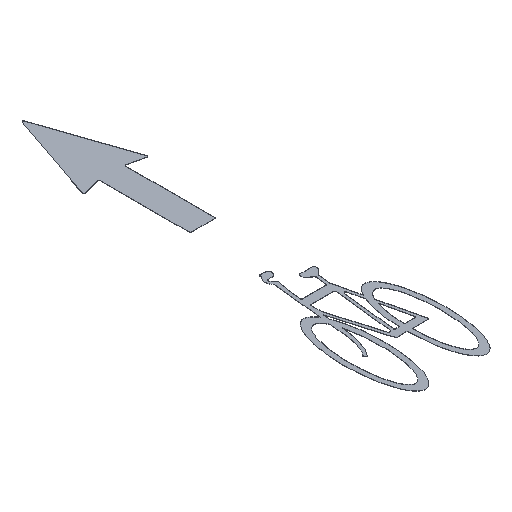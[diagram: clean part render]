
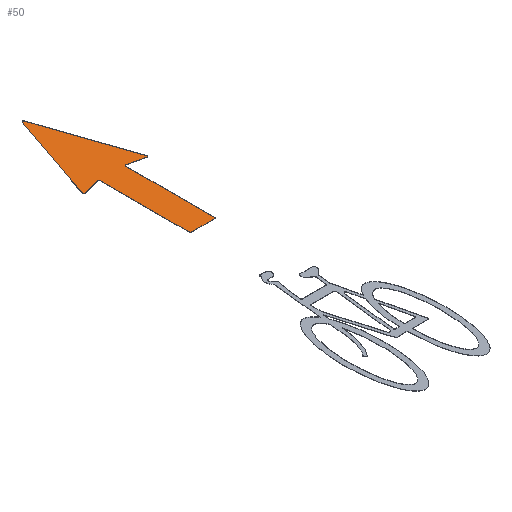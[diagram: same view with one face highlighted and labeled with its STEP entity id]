
A CAD part, isometric view. The second image highlights one B-rep face of the part: STEP entity #50.
In plain terms, the highlighted planar face has unit normal (0, 0, 1).
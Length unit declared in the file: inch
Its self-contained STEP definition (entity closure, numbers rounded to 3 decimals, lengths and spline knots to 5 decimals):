
#50=ADVANCED_FACE('',(#131),#1470,.T.);
#131=FACE_OUTER_BOUND('',#212,.T.);
#212=EDGE_LOOP('',(#358,#359,#360,#361,#362,#363,#364,#365,#366,#367,#368,
#369,#370,#371));
#358=ORIENTED_EDGE('',*,*,#752,.T.);
#359=ORIENTED_EDGE('',*,*,#756,.T.);
#360=ORIENTED_EDGE('',*,*,#759,.T.);
#361=ORIENTED_EDGE('',*,*,#762,.T.);
#362=ORIENTED_EDGE('',*,*,#765,.T.);
#363=ORIENTED_EDGE('',*,*,#768,.T.);
#364=ORIENTED_EDGE('',*,*,#771,.T.);
#365=ORIENTED_EDGE('',*,*,#774,.T.);
#366=ORIENTED_EDGE('',*,*,#777,.T.);
#367=ORIENTED_EDGE('',*,*,#780,.T.);
#368=ORIENTED_EDGE('',*,*,#783,.T.);
#369=ORIENTED_EDGE('',*,*,#786,.T.);
#370=ORIENTED_EDGE('',*,*,#789,.T.);
#371=ORIENTED_EDGE('',*,*,#791,.T.);
#752=EDGE_CURVE('',#1279,#1278,#1172,.T.);
#756=EDGE_CURVE('',#1278,#1281,#1043,.T.);
#759=EDGE_CURVE('',#1281,#1283,#1176,.T.);
#762=EDGE_CURVE('',#1283,#1285,#1045,.T.);
#765=EDGE_CURVE('',#1285,#1287,#1179,.T.);
#768=EDGE_CURVE('',#1287,#1289,#1047,.T.);
#771=EDGE_CURVE('',#1289,#1291,#1182,.T.);
#774=EDGE_CURVE('',#1291,#1293,#1049,.T.);
#777=EDGE_CURVE('',#1293,#1295,#1185,.T.);
#780=EDGE_CURVE('',#1295,#1297,#1051,.T.);
#783=EDGE_CURVE('',#1297,#1299,#1188,.T.);
#786=EDGE_CURVE('',#1299,#1301,#1053,.T.);
#789=EDGE_CURVE('',#1301,#1303,#1191,.T.);
#791=EDGE_CURVE('',#1303,#1279,#1055,.T.);
#1043=TRIMMED_CURVE($,#1107,(#1995),(#1996),.T.,.CARTESIAN.);
#1045=TRIMMED_CURVE($,#1109,(#2009),(#2010),.T.,.CARTESIAN.);
#1047=TRIMMED_CURVE($,#1111,(#2023),(#2024),.T.,.CARTESIAN.);
#1049=TRIMMED_CURVE($,#1113,(#2037),(#2038),.T.,.CARTESIAN.);
#1051=TRIMMED_CURVE($,#1115,(#2051),(#2052),.T.,.CARTESIAN.);
#1053=TRIMMED_CURVE($,#1117,(#2065),(#2066),.T.,.CARTESIAN.);
#1055=TRIMMED_CURVE($,#1119,(#2077),(#2078),.T.,.CARTESIAN.);
#1107=CIRCLE('',#1610,0.01);
#1109=CIRCLE('',#1612,0.01);
#1111=CIRCLE('',#1614,0.01);
#1113=CIRCLE('',#1616,0.01);
#1115=CIRCLE('',#1618,0.01);
#1117=CIRCLE('',#1620,0.01);
#1119=CIRCLE('',#1622,0.01);
#1172=B_SPLINE_CURVE_WITH_KNOTS('',1,(#1984,#1985,#1986),.UNSPECIFIED.,
 .F.,.F.,(2,1,2),(14.14958,14.24374,14.3379),
 .UNSPECIFIED.);
#1176=B_SPLINE_CURVE_WITH_KNOTS('',1,(#2001,#2002),.UNSPECIFIED.,.F.,.F.,
(2,2),(14.35361,15.08077),.UNSPECIFIED.);
#1179=B_SPLINE_CURVE_WITH_KNOTS('',1,(#2015,#2016),.UNSPECIFIED.,.F.,.F.,
(2,2),(15.09893,15.22305),.UNSPECIFIED.);
#1182=B_SPLINE_CURVE_WITH_KNOTS('',1,(#2029,#2030),.UNSPECIFIED.,.F.,.F.,
(2,2),(15.24451,15.99005),.UNSPECIFIED.);
#1185=B_SPLINE_CURVE_WITH_KNOTS('',1,(#2043,#2044),.UNSPECIFIED.,.F.,.F.,
(2,2),(16.01487,16.76042),.UNSPECIFIED.);
#1188=B_SPLINE_CURVE_WITH_KNOTS('',1,(#2057,#2058),.UNSPECIFIED.,.F.,.F.,
(2,2),(16.78187,16.906),.UNSPECIFIED.);
#1191=B_SPLINE_CURVE_WITH_KNOTS('',1,(#2071,#2072),.UNSPECIFIED.,.F.,.F.,
(2,2),(16.92415,17.65132),.UNSPECIFIED.);
#1278=VERTEX_POINT('',#1953);
#1279=VERTEX_POINT('',#1954);
#1281=VERTEX_POINT('',#1956);
#1283=VERTEX_POINT('',#1958);
#1285=VERTEX_POINT('',#1960);
#1287=VERTEX_POINT('',#1962);
#1289=VERTEX_POINT('',#1964);
#1291=VERTEX_POINT('',#1966);
#1293=VERTEX_POINT('',#1968);
#1295=VERTEX_POINT('',#1970);
#1297=VERTEX_POINT('',#1972);
#1299=VERTEX_POINT('',#1974);
#1301=VERTEX_POINT('',#1976);
#1303=VERTEX_POINT('',#1978);
#1470=PLANE('',#1608);
#1608=AXIS2_PLACEMENT_3D('',#1950,#1747,$);
#1610=AXIS2_PLACEMENT_3D($,#1994,#1750,#1751);
#1612=AXIS2_PLACEMENT_3D($,#2008,#1754,#1755);
#1614=AXIS2_PLACEMENT_3D($,#2022,#1758,#1759);
#1616=AXIS2_PLACEMENT_3D($,#2036,#1762,#1763);
#1618=AXIS2_PLACEMENT_3D($,#2050,#1766,#1767);
#1620=AXIS2_PLACEMENT_3D($,#2064,#1770,#1771);
#1622=AXIS2_PLACEMENT_3D($,#2076,#1774,#1775);
#1747=DIRECTION('',(0.,0.,1.));
#1750=DIRECTION('',(0.,0.,1.));
#1751=DIRECTION('',(0.,-1.,0.));
#1754=DIRECTION('',(0.,0.,-1.));
#1755=DIRECTION('',(-1.,0.,0.));
#1758=DIRECTION('',(0.,0.,1.));
#1759=DIRECTION('',(-0.243,-0.97,0.));
#1762=DIRECTION('',(0.,0.,1.));
#1763=DIRECTION('',(0.946,0.324,0.));
#1766=DIRECTION('',(0.,0.,1.));
#1767=DIRECTION('',(-0.946,0.324,0.));
#1770=DIRECTION('',(0.,0.,-1.));
#1771=DIRECTION('',(-0.243,0.97,0.));
#1774=DIRECTION('',(0.,0.,1.));
#1775=DIRECTION('',(-1.,0.,0.));
#1950=CARTESIAN_POINT('',(6.54556,1.03512,0.002));
#1953=CARTESIAN_POINT('',(6.97148,1.22,0.002));
#1954=CARTESIAN_POINT('',(6.78316,1.22,0.002));
#1956=CARTESIAN_POINT('',(6.98148,1.23,0.002));
#1958=CARTESIAN_POINT('',(6.98148,1.95716,0.002));
#1960=CARTESIAN_POINT('',(6.99391,1.96686,0.002));
#1962=CARTESIAN_POINT('',(7.13031,1.93276,0.002));
#1964=CARTESIAN_POINT('',(7.14219,1.9457,0.002));
#1966=CARTESIAN_POINT('',(6.88678,2.69228,0.002));
#1968=CARTESIAN_POINT('',(6.86786,2.69228,0.002));
#1970=CARTESIAN_POINT('',(6.61245,1.9457,0.002));
#1972=CARTESIAN_POINT('',(6.62434,1.93276,0.002));
#1974=CARTESIAN_POINT('',(6.76073,1.96686,0.002));
#1976=CARTESIAN_POINT('',(6.77316,1.95716,0.002));
#1978=CARTESIAN_POINT('',(6.77316,1.23,0.002));
#1984=CARTESIAN_POINT('',(6.78316,1.22,0.002));
#1985=CARTESIAN_POINT('',(6.87732,1.22,0.002));
#1986=CARTESIAN_POINT('',(6.97148,1.22,0.002));
#1994=CARTESIAN_POINT('',(6.97148,1.23,0.002));
#1995=CARTESIAN_POINT('',(6.97148,1.22,0.002));
#1996=CARTESIAN_POINT('',(6.98148,1.23,0.002));
#2001=CARTESIAN_POINT('',(6.98148,1.23,0.002));
#2002=CARTESIAN_POINT('',(6.98148,1.95716,0.002));
#2008=CARTESIAN_POINT('',(6.99148,1.95716,0.002));
#2009=CARTESIAN_POINT('',(6.98148,1.95716,0.002));
#2010=CARTESIAN_POINT('',(6.99391,1.96686,0.002));
#2015=CARTESIAN_POINT('',(6.99391,1.96686,0.002));
#2016=CARTESIAN_POINT('',(7.13031,1.93276,0.002));
#2022=CARTESIAN_POINT('',(7.13273,1.94247,0.002));
#2023=CARTESIAN_POINT('',(7.13031,1.93276,0.002));
#2024=CARTESIAN_POINT('',(7.14219,1.9457,0.002));
#2029=CARTESIAN_POINT('',(7.14219,1.9457,0.002));
#2030=CARTESIAN_POINT('',(6.88678,2.69228,0.002));
#2036=CARTESIAN_POINT('',(6.87732,2.68905,0.002));
#2037=CARTESIAN_POINT('',(6.88678,2.69228,0.002));
#2038=CARTESIAN_POINT('',(6.86786,2.69228,0.002));
#2043=CARTESIAN_POINT('',(6.86786,2.69228,0.002));
#2044=CARTESIAN_POINT('',(6.61245,1.9457,0.002));
#2050=CARTESIAN_POINT('',(6.62191,1.94247,0.002));
#2051=CARTESIAN_POINT('',(6.61245,1.9457,0.002));
#2052=CARTESIAN_POINT('',(6.62434,1.93276,0.002));
#2057=CARTESIAN_POINT('',(6.62434,1.93276,0.002));
#2058=CARTESIAN_POINT('',(6.76073,1.96686,0.002));
#2064=CARTESIAN_POINT('',(6.76316,1.95716,0.002));
#2065=CARTESIAN_POINT('',(6.76073,1.96686,0.002));
#2066=CARTESIAN_POINT('',(6.77316,1.95716,0.002));
#2071=CARTESIAN_POINT('',(6.77316,1.95716,0.002));
#2072=CARTESIAN_POINT('',(6.77316,1.23,0.002));
#2076=CARTESIAN_POINT('',(6.78316,1.23,0.002));
#2077=CARTESIAN_POINT('',(6.77316,1.23,0.002));
#2078=CARTESIAN_POINT('',(6.78316,1.22,0.002));
